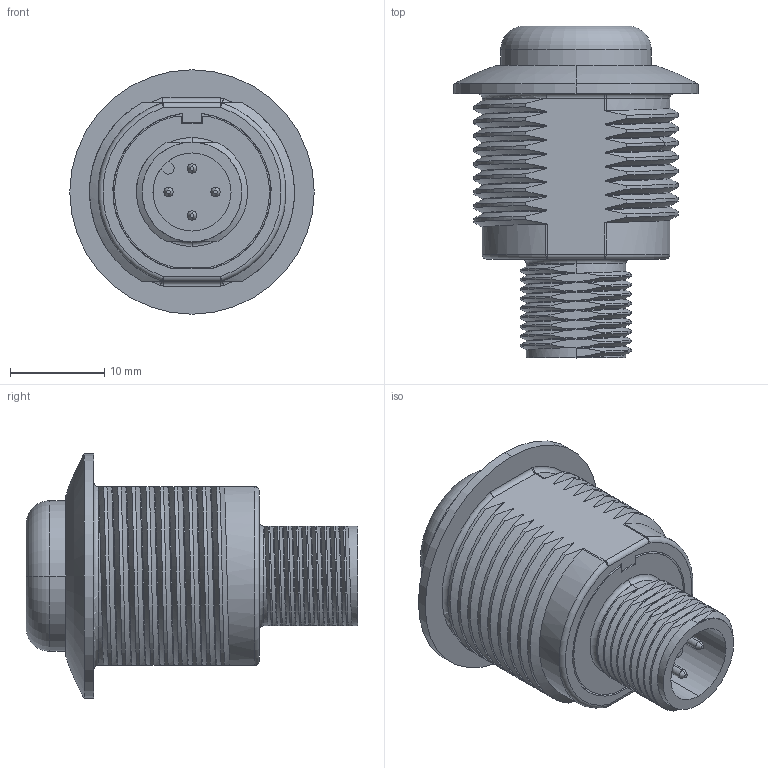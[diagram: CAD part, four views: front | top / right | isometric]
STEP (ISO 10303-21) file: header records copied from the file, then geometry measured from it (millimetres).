
FILE_DESCRIPTION((''),'2;1');
FILE_NAME('172063_ASM','2016-01-18T',('pdmadmin'),(''),'PRO/ENGINEER BY PARAMETRIC TECHNOLOGY CORPORATION, 2013230','PRO/ENGINEER BY PARAMETRIC TECHNOLOGY CORPORATION, 2013230','');
FILE_SCHEMA(('CONFIG_CONTROL_DESIGN'));
Products named in the file (7): 170576; 159269; 170576_ASM; 159271; 159274; 159273_ASM; 172063_ASM
Assembly tree (9 placements, depth 3):
  172063_ASM
    170576_ASM
      170576
      159269
    159273_ASM
      159271
      159274  x4
Bounding box: 26 x 35.3 x 26 mm (x, y, z)
Volume: 5519.1 mm3; surface area: 6076 mm2
Topology: 7 solids, 7 shells, 434 faces, 1034 edges, 635 vertices
Faces by surface type: bspline 131, cylinder 111, plane 88, cone 57, torus 41, sphere 6
Entity records: 39947 total; most frequent: CARTESIAN_POINT 32260, ORIENTED_EDGE 1780, DIRECTION 1218, EDGE_CURVE 890, VERTEX_POINT 551, AXIS2_PLACEMENT_3D 474, B_SPLINE_CURVE_WITH_KNOTS 397, EDGE_LOOP 381
